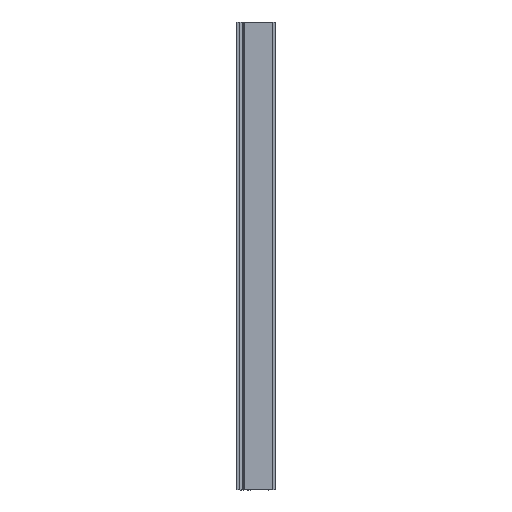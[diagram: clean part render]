
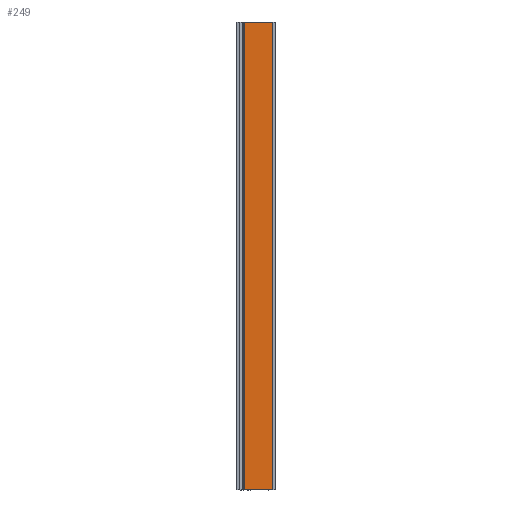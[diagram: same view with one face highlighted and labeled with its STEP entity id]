
A CAD part, front view. The second image highlights one B-rep face of the part: STEP entity #249.
In plain terms, the highlighted planar face has unit normal (0, -1, 0).
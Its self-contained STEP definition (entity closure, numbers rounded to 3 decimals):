
#39 = CARTESIAN_POINT ( 'NONE',  ( -24.328, -3., 500. ) ) ;
#44 = VECTOR ( 'NONE', #1198, 1000. ) ;
#83 = LINE ( 'NONE', #1079, #1015 ) ;
#134 = CARTESIAN_POINT ( 'NONE',  ( -24.328, -3., 500. ) ) ;
#143 = CARTESIAN_POINT ( 'NONE',  ( 10., -3., 0. ) ) ;
#192 = ORIENTED_EDGE ( 'NONE', *, *, #1221, .F. ) ;
#249 = ADVANCED_FACE ( 'NONE', ( #264 ), #854, .F. ) ;
#264 = FACE_OUTER_BOUND ( 'NONE', #615, .T. ) ;
#282 = ORIENTED_EDGE ( 'NONE', *, *, #1270, .F. ) ;
#291 = CARTESIAN_POINT ( 'NONE',  ( -24.328, -3., 0. ) ) ;
#293 = LINE ( 'NONE', #134, #1218 ) ;
#395 = VECTOR ( 'NONE', #729, 1000. ) ;
#454 = ORIENTED_EDGE ( 'NONE', *, *, #1173, .F. ) ;
#564 = EDGE_CURVE ( 'NONE', #578, #883, #648, .T. ) ;
#578 = VERTEX_POINT ( 'NONE', #143 ) ;
#615 = EDGE_LOOP ( 'NONE', ( #282, #454, #192, #1147 ) ) ;
#648 = LINE ( 'NONE', #1193, #395 ) ;
#718 = DIRECTION ( 'NONE',  ( 1., 0., 0. ) ) ;
#729 = DIRECTION ( 'NONE',  ( -1., 0., 0. ) ) ;
#749 = VERTEX_POINT ( 'NONE', #870 ) ;
#854 = PLANE ( 'NONE',  #958 ) ;
#865 = CARTESIAN_POINT ( 'NONE',  ( -24.328, -3., 500. ) ) ;
#870 = CARTESIAN_POINT ( 'NONE',  ( -24.328, -3., 500. ) ) ;
#883 = VERTEX_POINT ( 'NONE', #291 ) ;
#958 = AXIS2_PLACEMENT_3D ( 'NONE', #865, #1103, #1318 ) ;
#1015 = VECTOR ( 'NONE', #1220, 1000. ) ;
#1079 = CARTESIAN_POINT ( 'NONE',  ( 10., -3., 500. ) ) ;
#1103 = DIRECTION ( 'NONE',  ( 0., 1., 0. ) ) ;
#1147 = ORIENTED_EDGE ( 'NONE', *, *, #564, .F. ) ;
#1173 = EDGE_CURVE ( 'NONE', #749, #1481, #293, .T. ) ;
#1193 = CARTESIAN_POINT ( 'NONE',  ( -24.328, -3., 0. ) ) ;
#1198 = DIRECTION ( 'NONE',  ( 0., 0., 1. ) ) ;
#1218 = VECTOR ( 'NONE', #718, 1000. ) ;
#1220 = DIRECTION ( 'NONE',  ( 0., 0., -1. ) ) ;
#1221 = EDGE_CURVE ( 'NONE', #883, #749, #1496, .T. ) ;
#1270 = EDGE_CURVE ( 'NONE', #1481, #578, #83, .T. ) ;
#1318 = DIRECTION ( 'NONE',  ( -1., 0., 0. ) ) ;
#1481 = VERTEX_POINT ( 'NONE', #1500 ) ;
#1496 = LINE ( 'NONE', #39, #44 ) ;
#1500 = CARTESIAN_POINT ( 'NONE',  ( 10., -3., 500. ) ) ;
